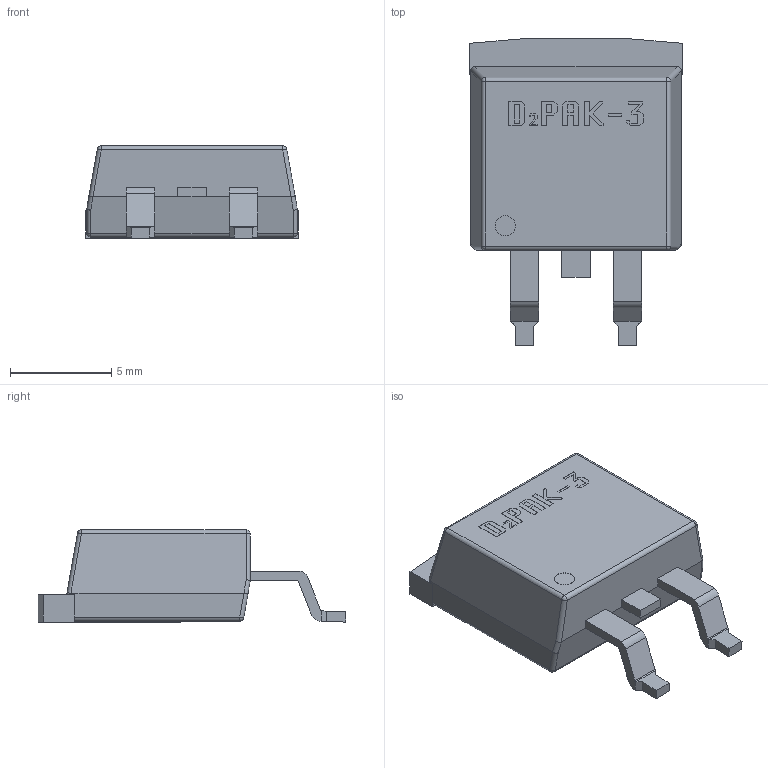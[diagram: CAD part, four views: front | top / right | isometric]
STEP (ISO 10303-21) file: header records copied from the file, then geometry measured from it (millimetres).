
FILE_DESCRIPTION(/* description */ ('model of D2PAK-3_wLABEL'),/* implementation_level */ '2;1');
FILE_NAME(/* name */ 'D2PAK-3_wLABEL.stp',/* time_stamp */ '2015-12-05T22:24:11',/* author */ ('Joan The Spark',''),/* organization */ (''),/* preprocessor_version */ '',/* originating_system */ '',/* authorisation */ '');
FILE_SCHEMA (('AUTOMOTIVE_DESIGN { 1 0 10303 214 3 1 1 }'));
Length unit declared in the file: millimetre
Products named in the file (1): D2PAK-3
Bounding box: 10.5 x 15.2 x 4.55 mm (x, y, z)
Volume: 425.5 mm3; surface area: 416.3 mm2
Topology: 1 solids, 1 shells, 184 faces, 482 edges, 314 vertices
Faces by surface type: plane 152, cylinder 26, sphere 6
Full cylindrical faces by diameter (mm): 1 x1
Entity records: 5734 total; most frequent: CARTESIAN_POINT 980, ORIENTED_EDGE 962, DIRECTION 909, EDGE_CURVE 481, LINE 423, VECTOR 423, VERTEX_POINT 314, AXIS2_PLACEMENT_3D 243
